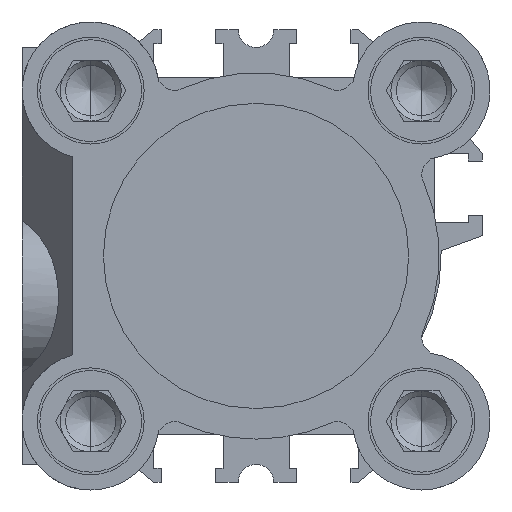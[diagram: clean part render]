
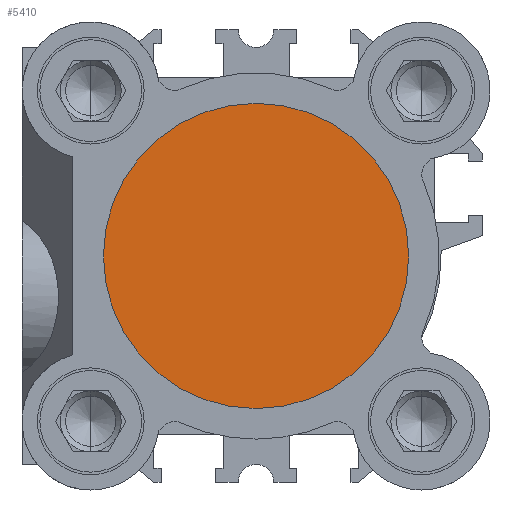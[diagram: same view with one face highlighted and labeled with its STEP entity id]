
A CAD part, left-side view. The second image highlights one B-rep face of the part: STEP entity #5410.
In plain terms, the highlighted face is planar.
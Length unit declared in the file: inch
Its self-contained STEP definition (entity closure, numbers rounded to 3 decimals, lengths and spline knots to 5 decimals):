
#1266 = EDGE_CURVE ( 'NONE', #1800, #10091, #12048, .T. ) ;
#1368 = CARTESIAN_POINT ( 'NONE',  ( 0.15748, 0., 0.59055 ) ) ;
#1541 = DIRECTION ( 'NONE',  ( -1., 0., 0. ) ) ;
#1800 = VERTEX_POINT ( 'NONE', #1368 ) ;
#3343 = DIRECTION ( 'NONE',  ( -1., 0., 0. ) ) ;
#3469 = EDGE_LOOP ( 'NONE', ( #6358, #5573 ) ) ;
#3687 = DIRECTION ( 'NONE',  ( -1., 0., 0. ) ) ;
#5078 = EDGE_CURVE ( 'NONE', #10091, #1800, #6006, .T. ) ;
#5410 = ADVANCED_FACE ( 'NONE', ( #12042 ), #6595, .F. ) ;
#5573 = ORIENTED_EDGE ( 'NONE', *, *, #5078, .F. ) ;
#6006 = CIRCLE ( 'NONE', #12012, 0.59055 ) ;
#6358 = ORIENTED_EDGE ( 'NONE', *, *, #1266, .F. ) ;
#6595 = PLANE ( 'NONE',  #7008 ) ;
#7008 = AXIS2_PLACEMENT_3D ( 'NONE', #9506, #3687, #10464 ) ;
#7338 = CARTESIAN_POINT ( 'NONE',  ( 0.15748, 0., 0. ) ) ;
#8323 = DIRECTION ( 'NONE',  ( 0., 0., 1. ) ) ;
#9190 = CARTESIAN_POINT ( 'NONE',  ( 0.15748, 0., 0. ) ) ;
#9506 = CARTESIAN_POINT ( 'NONE',  ( 0.15748, 0.59055, 0. ) ) ;
#10091 = VERTEX_POINT ( 'NONE', #10382 ) ;
#10150 = DIRECTION ( 'NONE',  ( 0., 0., 1. ) ) ;
#10382 = CARTESIAN_POINT ( 'NONE',  ( 0.15748, 0., -0.59055 ) ) ;
#10409 = AXIS2_PLACEMENT_3D ( 'NONE', #7338, #1541, #8323 ) ;
#10464 = DIRECTION ( 'NONE',  ( 0., 0., 1. ) ) ;
#12012 = AXIS2_PLACEMENT_3D ( 'NONE', #9190, #3343, #10150 ) ;
#12042 = FACE_OUTER_BOUND ( 'NONE', #3469, .T. ) ;
#12048 = CIRCLE ( 'NONE', #10409, 0.59055 ) ;
